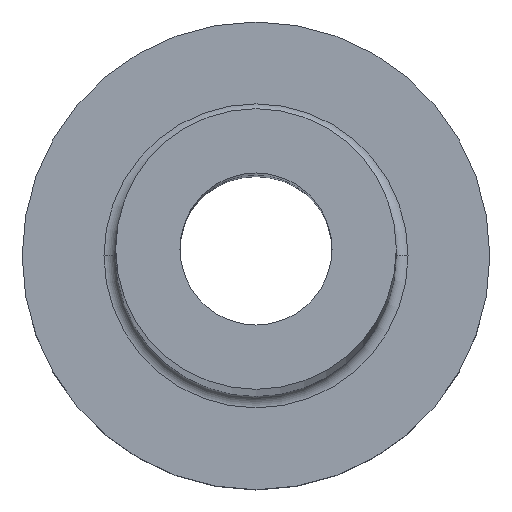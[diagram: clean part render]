
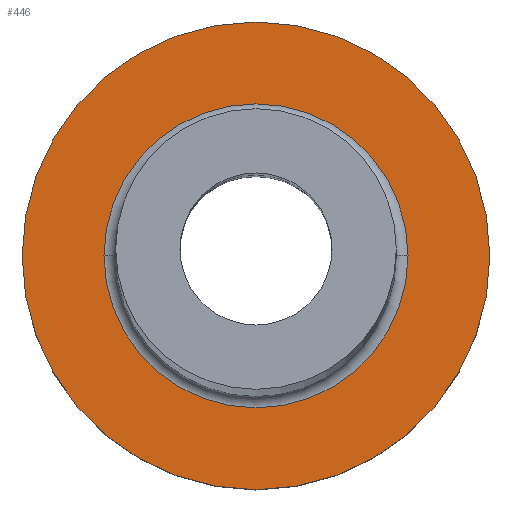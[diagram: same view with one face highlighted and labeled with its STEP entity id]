
A CAD part, top view. The second image highlights one B-rep face of the part: STEP entity #446.
In plain terms, the highlighted planar face has unit normal (0, 0, 1).
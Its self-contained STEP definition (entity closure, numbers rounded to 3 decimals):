
#27 = DIRECTION ( 'NONE',  ( 0., 0., 1. ) ) ;
#30 = CARTESIAN_POINT ( 'NONE',  ( -6.5, 0., 7. ) ) ;
#44 = DIRECTION ( 'NONE',  ( 1., 0., 0. ) ) ;
#59 = ORIENTED_EDGE ( 'NONE', *, *, #151, .T. ) ;
#65 = DIRECTION ( 'NONE',  ( 0., 0., -1. ) ) ;
#69 = CARTESIAN_POINT ( 'NONE',  ( -10., 0., 7. ) ) ;
#70 = ORIENTED_EDGE ( 'NONE', *, *, #396, .T. ) ;
#81 = EDGE_LOOP ( 'NONE', ( #59, #294 ) ) ;
#97 = DIRECTION ( 'NONE',  ( 1., 0., 0. ) ) ;
#115 = AXIS2_PLACEMENT_3D ( 'NONE', #315, #181, #44 ) ;
#126 = VERTEX_POINT ( 'NONE', #197 ) ;
#151 = EDGE_CURVE ( 'NONE', #336, #188, #303, .T. ) ;
#164 = FACE_OUTER_BOUND ( 'NONE', #81, .T. ) ;
#174 = CIRCLE ( 'NONE', #437, 6.5 ) ;
#181 = DIRECTION ( 'NONE',  ( 0., 0., 1. ) ) ;
#188 = VERTEX_POINT ( 'NONE', #370 ) ;
#197 = CARTESIAN_POINT ( 'NONE',  ( 6.5, 0., 7. ) ) ;
#224 = CARTESIAN_POINT ( 'NONE',  ( 0., 0., 7. ) ) ;
#233 = ORIENTED_EDGE ( 'NONE', *, *, #428, .T. ) ;
#240 = CARTESIAN_POINT ( 'NONE',  ( 0., 0., 7. ) ) ;
#257 = DIRECTION ( 'NONE',  ( 0., 0., -1. ) ) ;
#260 = AXIS2_PLACEMENT_3D ( 'NONE', #272, #65, #97 ) ;
#263 = DIRECTION ( 'NONE',  ( 1., 0., 0. ) ) ;
#270 = DIRECTION ( 'NONE',  ( 1., 0., 0. ) ) ;
#272 = CARTESIAN_POINT ( 'NONE',  ( 0., 0., 7. ) ) ;
#276 = CIRCLE ( 'NONE', #115, 10. ) ;
#294 = ORIENTED_EDGE ( 'NONE', *, *, #416, .T. ) ;
#303 = CIRCLE ( 'NONE', #397, 10. ) ;
#306 = DIRECTION ( 'NONE',  ( 1., 0., 0. ) ) ;
#314 = CIRCLE ( 'NONE', #260, 6.5 ) ;
#315 = CARTESIAN_POINT ( 'NONE',  ( 0., 0., 7. ) ) ;
#336 = VERTEX_POINT ( 'NONE', #69 ) ;
#342 = FACE_BOUND ( 'NONE', #418, .T. ) ;
#345 = AXIS2_PLACEMENT_3D ( 'NONE', #240, #27, #270 ) ;
#370 = CARTESIAN_POINT ( 'NONE',  ( 10., 0., 7. ) ) ;
#371 = DIRECTION ( 'NONE',  ( 0., 0., 1. ) ) ;
#396 = EDGE_CURVE ( 'NONE', #441, #126, #314, .T. ) ;
#397 = AXIS2_PLACEMENT_3D ( 'NONE', #224, #371, #263 ) ;
#414 = PLANE ( 'NONE',  #345 ) ;
#416 = EDGE_CURVE ( 'NONE', #188, #336, #276, .T. ) ;
#418 = EDGE_LOOP ( 'NONE', ( #233, #70 ) ) ;
#428 = EDGE_CURVE ( 'NONE', #126, #441, #174, .T. ) ;
#437 = AXIS2_PLACEMENT_3D ( 'NONE', #439, #257, #306 ) ;
#439 = CARTESIAN_POINT ( 'NONE',  ( 0., 0., 7. ) ) ;
#441 = VERTEX_POINT ( 'NONE', #30 ) ;
#446 = ADVANCED_FACE ( 'NONE', ( #342, #164 ), #414, .T. ) ;
